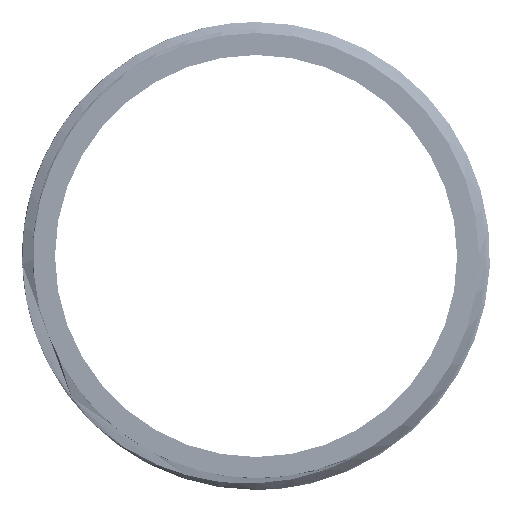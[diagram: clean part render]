
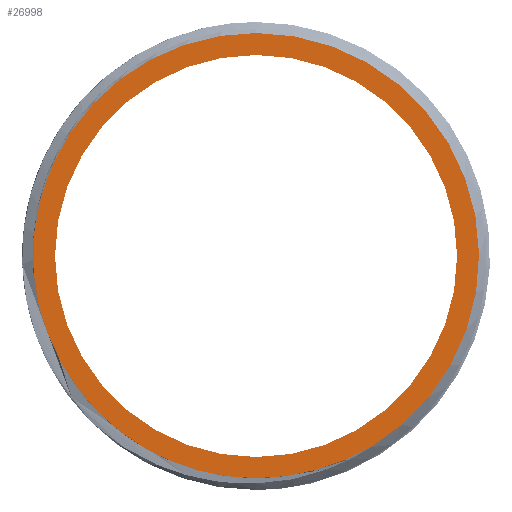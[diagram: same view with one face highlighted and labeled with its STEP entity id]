
A CAD part, left-side view. The second image highlights one B-rep face of the part: STEP entity #26998.
In plain terms, the highlighted planar face has unit normal (-1, 0, 0).
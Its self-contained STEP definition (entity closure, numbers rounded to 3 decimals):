
#266 = CARTESIAN_POINT ( 'NONE',  ( -40.707, -3.92, -9.318 ) ) ;
#1043 = CIRCLE ( 'NONE', #34912, 9.15 ) ;
#1523 = EDGE_CURVE ( 'NONE', #23639, #12934, #31813, .T. ) ;
#1669 = CARTESIAN_POINT ( 'NONE',  ( -40.707, 9.371, -3.791 ) ) ;
#1849 = CIRCLE ( 'NONE', #25376, 10.15 ) ;
#1864 = CARTESIAN_POINT ( 'NONE',  ( -40.707, -3.304, -9.577 ) ) ;
#2097 = CARTESIAN_POINT ( 'NONE',  ( -40.707, -1.359, -10.039 ) ) ;
#2232 = FACE_BOUND ( 'NONE', #11756, .T. ) ;
#2317 = CARTESIAN_POINT ( 'NONE',  ( -40.707, 8.808, -5.006 ) ) ;
#3547 = ORIENTED_EDGE ( 'NONE', *, *, #6533, .T. ) ;
#3697 = DIRECTION ( 'NONE',  ( -1., 0., 0. ) ) ;
#4709 = CARTESIAN_POINT ( 'NONE',  ( -40.707, 0., 10.15 ) ) ;
#4952 = EDGE_CURVE ( 'NONE', #22506, #14755, #1043, .T. ) ;
#5673 = DIRECTION ( 'NONE',  ( -1., 0., 0. ) ) ;
#5700 = CARTESIAN_POINT ( 'NONE',  ( -40.707, 0., -9.15 ) ) ;
#5723 = CARTESIAN_POINT ( 'NONE',  ( -40.707, 0., 0. ) ) ;
#6533 = EDGE_CURVE ( 'NONE', #23639, #6968, #1849, .T. ) ;
#6950 = CIRCLE ( 'NONE', #9901, 9.15 ) ;
#6968 = VERTEX_POINT ( 'NONE', #4709 ) ;
#7116 = AXIS2_PLACEMENT_3D ( 'NONE', #5723, #39684, #25847 ) ;
#8312 = VERTEX_POINT ( 'NONE', #43101 ) ;
#9217 = CARTESIAN_POINT ( 'NONE',  ( -40.707, 5.087, -8.761 ) ) ;
#9293 = CARTESIAN_POINT ( 'NONE',  ( -40.707, -5.232, -8.698 ) ) ;
#9555 = CARTESIAN_POINT ( 'NONE',  ( -40.707, 9.371, -3.791 ) ) ;
#9668 = CARTESIAN_POINT ( 'NONE',  ( -40.707, 4.497, -9.078 ) ) ;
#9901 = AXIS2_PLACEMENT_3D ( 'NONE', #14522, #3697, #41640 ) ;
#10033 = DIRECTION ( 'NONE',  ( 1., 0., 0. ) ) ;
#10637 = DIRECTION ( 'NONE',  ( -1., 0., 0. ) ) ;
#11756 = EDGE_LOOP ( 'NONE', ( #31628, #27034 ) ) ;
#12256 = CARTESIAN_POINT ( 'NONE',  ( -40.707, 9.574, -3.325 ) ) ;
#12934 = VERTEX_POINT ( 'NONE', #266 ) ;
#13130 = CARTESIAN_POINT ( 'NONE',  ( -40.707, 3.262, -9.591 ) ) ;
#13497 = CARTESIAN_POINT ( 'NONE',  ( -40.707, 9.15, 0. ) ) ;
#14522 = CARTESIAN_POINT ( 'NONE',  ( -40.707, 0., 0. ) ) ;
#14755 = VERTEX_POINT ( 'NONE', #37392 ) ;
#16004 = CARTESIAN_POINT ( 'NONE',  ( -40.707, -4.373, -9.142 ) ) ;
#16281 = DIRECTION ( 'NONE',  ( 0., 0., -1. ) ) ;
#16598 = CARTESIAN_POINT ( 'NONE',  ( -40.707, 6.194, -8.017 ) ) ;
#16687 = CIRCLE ( 'NONE', #7116, 10.15 ) ;
#17217 = EDGE_CURVE ( 'NONE', #12934, #24240, #27356, .T. ) ;
#17588 = CARTESIAN_POINT ( 'NONE',  ( -40.707, 0., 0. ) ) ;
#19600 = CARTESIAN_POINT ( 'NONE',  ( -40.707, 8.074, -6.12 ) ) ;
#20709 = B_SPLINE_CURVE_WITH_KNOTS ( 'NONE', 3,
 ( #1669, #12256, #43156, #43840 ),
 .UNSPECIFIED., .F., .F.,
 ( 4, 4 ),
 ( 0., 0.002 ),
 .UNSPECIFIED. ) ;
#21134 = AXIS2_PLACEMENT_3D ( 'NONE', #13497, #10033, #16281 ) ;
#22296 = EDGE_CURVE ( 'NONE', #14755, #22506, #6950, .T. ) ;
#22506 = VERTEX_POINT ( 'NONE', #5700 ) ;
#23371 = CARTESIAN_POINT ( 'NONE',  ( -40.707, -4.811, -8.935 ) ) ;
#23639 = VERTEX_POINT ( 'NONE', #34495 ) ;
#24240 = VERTEX_POINT ( 'NONE', #9555 ) ;
#25376 = AXIS2_PLACEMENT_3D ( 'NONE', #30112, #5673, #29882 ) ;
#25410 = EDGE_CURVE ( 'NONE', #6968, #8312, #16687, .T. ) ;
#25847 = DIRECTION ( 'NONE',  ( 0., 0., 1. ) ) ;
#26305 = CARTESIAN_POINT ( 'NONE',  ( -40.707, 6.713, -7.588 ) ) ;
#26754 = CARTESIAN_POINT ( 'NONE',  ( -40.707, 2.622, -9.786 ) ) ;
#26998 = ADVANCED_FACE ( 'NONE', ( #2232, #40953 ), #27121, .F. ) ;
#27034 = ORIENTED_EDGE ( 'NONE', *, *, #4952, .F. ) ;
#27121 = PLANE ( 'NONE',  #21134 ) ;
#27356 = B_SPLINE_CURVE_WITH_KNOTS ( 'NONE', 3,
 ( #34325, #1864, #33660, #2097, #36899, #30649, #29980, #26754, #13130, #9668, #9217, #16598, #26305, #41265, #19600, #2317, #34093, #40590 ),
 .UNSPECIFIED., .F., .F.,
 ( 4, 2, 2, 2, 2, 2, 2, 2, 4 ),
 ( 0., 0.002, 0.004, 0.006, 0.008, 0.01, 0.012, 0.014, 0.016 ),
 .UNSPECIFIED. ) ;
#27592 = EDGE_LOOP ( 'NONE', ( #30400, #41233, #43391, #3547, #36359 ) ) ;
#27951 = EDGE_CURVE ( 'NONE', #24240, #8312, #20709, .T. ) ;
#29372 = CARTESIAN_POINT ( 'NONE',  ( -40.707, -3.92, -9.318 ) ) ;
#29882 = DIRECTION ( 'NONE',  ( 0., 0., 1. ) ) ;
#29980 = CARTESIAN_POINT ( 'NONE',  ( -40.707, 1.312, -10.045 ) ) ;
#30112 = CARTESIAN_POINT ( 'NONE',  ( -40.707, 0., 0. ) ) ;
#30400 = ORIENTED_EDGE ( 'NONE', *, *, #27951, .F. ) ;
#30649 = CARTESIAN_POINT ( 'NONE',  ( -40.707, 0.646, -10.11 ) ) ;
#31628 = ORIENTED_EDGE ( 'NONE', *, *, #22296, .F. ) ;
#31630 = DIRECTION ( 'NONE',  ( 0., 0., 1. ) ) ;
#31813 = B_SPLINE_CURVE_WITH_KNOTS ( 'NONE', 3,
 ( #9293, #23371, #16004, #29372 ),
 .UNSPECIFIED., .F., .F.,
 ( 4, 4 ),
 ( 0.009, 0.011 ),
 .UNSPECIFIED. ) ;
#33660 = CARTESIAN_POINT ( 'NONE',  ( -40.707, -2.665, -9.774 ) ) ;
#34093 = CARTESIAN_POINT ( 'NONE',  ( -40.707, 9.12, -4.411 ) ) ;
#34325 = CARTESIAN_POINT ( 'NONE',  ( -40.707, -3.92, -9.318 ) ) ;
#34495 = CARTESIAN_POINT ( 'NONE',  ( -40.707, -5.232, -8.698 ) ) ;
#34912 = AXIS2_PLACEMENT_3D ( 'NONE', #17588, #10637, #31630 ) ;
#36359 = ORIENTED_EDGE ( 'NONE', *, *, #25410, .T. ) ;
#36899 = CARTESIAN_POINT ( 'NONE',  ( -40.707, -0.69, -10.107 ) ) ;
#37392 = CARTESIAN_POINT ( 'NONE',  ( -40.707, 0., 9.15 ) ) ;
#39684 = DIRECTION ( 'NONE',  ( -1., 0., 0. ) ) ;
#40590 = CARTESIAN_POINT ( 'NONE',  ( -40.707, 9.371, -3.791 ) ) ;
#40953 = FACE_OUTER_BOUND ( 'NONE', #27592, .T. ) ;
#41233 = ORIENTED_EDGE ( 'NONE', *, *, #17217, .F. ) ;
#41265 = CARTESIAN_POINT ( 'NONE',  ( -40.707, 7.65, -6.641 ) ) ;
#41640 = DIRECTION ( 'NONE',  ( 0., 0., 1. ) ) ;
#43101 = CARTESIAN_POINT ( 'NONE',  ( -40.707, 9.873, -2.355 ) ) ;
#43156 = CARTESIAN_POINT ( 'NONE',  ( -40.707, 9.742, -2.845 ) ) ;
#43391 = ORIENTED_EDGE ( 'NONE', *, *, #1523, .F. ) ;
#43840 = CARTESIAN_POINT ( 'NONE',  ( -40.707, 9.873, -2.355 ) ) ;
